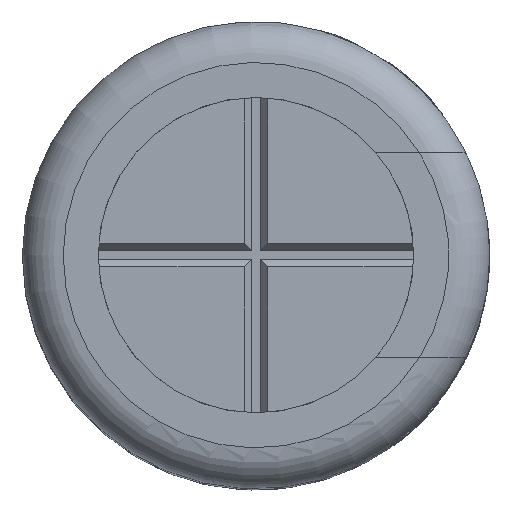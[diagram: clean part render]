
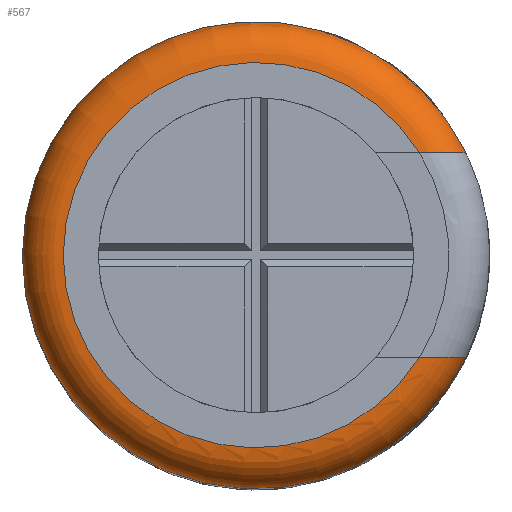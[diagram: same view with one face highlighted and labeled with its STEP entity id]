
A CAD part, top view. The second image highlights one B-rep face of the part: STEP entity #567.
In plain terms, the highlighted toroidal (fillet/blend) face has major radius 3.3 mm and minor radius 0.7 mm.
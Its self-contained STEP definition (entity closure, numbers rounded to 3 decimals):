
#215 = DIRECTION ( 'NONE',  ( 1., 0., 0. ) ) ;
#564 = DIRECTION ( 'NONE',  ( 1., 0., 0. ) ) ;
#567 = ADVANCED_FACE ( 'NONE', ( #21183 ), #28271, .T. ) ;
#653 = CARTESIAN_POINT ( 'NONE',  ( 3.193, -1.75, 15.938 ) ) ;
#3128 = CARTESIAN_POINT ( 'NONE',  ( 2.994, -1.75, 16. ) ) ;
#3236 = CARTESIAN_POINT ( 'NONE',  ( 2.798, 1.75, 16. ) ) ;
#3609 = CARTESIAN_POINT ( 'NONE',  ( 2.798, 1.75, 16. ) ) ;
#3953 = CARTESIAN_POINT ( 'NONE',  ( 3.597, 1.75, 15.3 ) ) ;
#4027 = CIRCLE ( 'NONE', #18533, 3.3 ) ;
#4313 = AXIS2_PLACEMENT_3D ( 'NONE', #4911, #28210, #215 ) ;
#4911 = CARTESIAN_POINT ( 'NONE',  ( 0., 0., 15.3 ) ) ;
#5220 = VERTEX_POINT ( 'NONE', #3953 ) ;
#5326 = CARTESIAN_POINT ( 'NONE',  ( 3.597, -1.75, 15.398 ) ) ;
#5440 = CARTESIAN_POINT ( 'NONE',  ( -4., 0., 15.3 ) ) ;
#6048 = EDGE_CURVE ( 'NONE', #8262, #19176, #27378, .T. ) ;
#6520 = CARTESIAN_POINT ( 'NONE',  ( 3.573, 1.75, 15.497 ) ) ;
#6704 = ORIENTED_EDGE ( 'NONE', *, *, #18955, .F. ) ;
#6828 = CARTESIAN_POINT ( 'NONE',  ( 3.597, 1.75, 15.3 ) ) ;
#7070 = EDGE_LOOP ( 'NONE', ( #6704, #10428, #21076, #7489, #16832 ) ) ;
#7489 = ORIENTED_EDGE ( 'NONE', *, *, #8678, .T. ) ;
#8262 = VERTEX_POINT ( 'NONE', #28567 ) ;
#8678 = EDGE_CURVE ( 'NONE', #30401, #5220, #21671, .T. ) ;
#8688 = CARTESIAN_POINT ( 'NONE',  ( 3.597, 1.75, 15.398 ) ) ;
#10077 = CARTESIAN_POINT ( 'NONE',  ( 0., 0., 15.3 ) ) ;
#10428 = ORIENTED_EDGE ( 'NONE', *, *, #6048, .T. ) ;
#10625 = AXIS2_PLACEMENT_3D ( 'NONE', #18766, #22969, #25619 ) ;
#12631 = CARTESIAN_POINT ( 'NONE',  ( 3.597, -1.75, 15.3 ) ) ;
#13786 = CIRCLE ( 'NONE', #30232, 4. ) ;
#13791 = DIRECTION ( 'NONE',  ( 0., 0., 1. ) ) ;
#14366 = CARTESIAN_POINT ( 'NONE',  ( 3.422, -1.75, 15.751 ) ) ;
#16832 = ORIENTED_EDGE ( 'NONE', *, *, #22874, .F. ) ;
#18533 = AXIS2_PLACEMENT_3D ( 'NONE', #18652, #13791, #19106 ) ;
#18652 = CARTESIAN_POINT ( 'NONE',  ( 0., 0., 16. ) ) ;
#18706 = CARTESIAN_POINT ( 'NONE',  ( 3.193, 1.75, 15.939 ) ) ;
#18766 = CARTESIAN_POINT ( 'NONE',  ( 0., 0., 15.3 ) ) ;
#18955 = EDGE_CURVE ( 'NONE', #8262, #24195, #30576, .T. ) ;
#19106 = DIRECTION ( 'NONE',  ( 1., 0., 0. ) ) ;
#19176 = VERTEX_POINT ( 'NONE', #22327 ) ;
#19395 = CARTESIAN_POINT ( 'NONE',  ( 2.798, -1.75, 16. ) ) ;
#21076 = ORIENTED_EDGE ( 'NONE', *, *, #27019, .F. ) ;
#21183 = FACE_OUTER_BOUND ( 'NONE', #7070, .T. ) ;
#21671 = B_SPLINE_CURVE_WITH_KNOTS ( 'NONE', 3,
 ( #3236, #22304, #18706, #25715, #27920, #6520, #8688, #6828 ),
 .UNSPECIFIED., .F., .F.,
 ( 4, 2, 2, 4 ),
 ( 0.001, 0.002, 0.002, 0.002 ),
 .UNSPECIFIED. ) ;
#22304 = CARTESIAN_POINT ( 'NONE',  ( 2.994, 1.75, 16. ) ) ;
#22327 = CARTESIAN_POINT ( 'NONE',  ( 2.798, -1.75, 16. ) ) ;
#22874 = EDGE_CURVE ( 'NONE', #24195, #5220, #13786, .T. ) ;
#22969 = DIRECTION ( 'NONE',  ( 0., 0., -1. ) ) ;
#24195 = VERTEX_POINT ( 'NONE', #5440 ) ;
#24217 = CARTESIAN_POINT ( 'NONE',  ( 3.485, -1.75, 15.673 ) ) ;
#25619 = DIRECTION ( 'NONE',  ( 1., 0., 0. ) ) ;
#25715 = CARTESIAN_POINT ( 'NONE',  ( 3.422, 1.75, 15.751 ) ) ;
#26245 = CARTESIAN_POINT ( 'NONE',  ( 3.573, -1.75, 15.496 ) ) ;
#26782 = DIRECTION ( 'NONE',  ( 0., 0., -1. ) ) ;
#27019 = EDGE_CURVE ( 'NONE', #30401, #19176, #4027, .T. ) ;
#27378 = B_SPLINE_CURVE_WITH_KNOTS ( 'NONE', 3,
 ( #12631, #5326, #26245, #24217, #14366, #653, #3128, #19395 ),
 .UNSPECIFIED., .F., .F.,
 ( 4, 2, 2, 4 ),
 ( 0.003, 0.003, 0.003, 0.004 ),
 .UNSPECIFIED. ) ;
#27920 = CARTESIAN_POINT ( 'NONE',  ( 3.485, 1.75, 15.674 ) ) ;
#28210 = DIRECTION ( 'NONE',  ( 0., 0., 1. ) ) ;
#28271 = TOROIDAL_SURFACE ( 'NONE', #4313, 3.3, 0.7 ) ;
#28567 = CARTESIAN_POINT ( 'NONE',  ( 3.597, -1.75, 15.3 ) ) ;
#30232 = AXIS2_PLACEMENT_3D ( 'NONE', #10077, #26782, #564 ) ;
#30401 = VERTEX_POINT ( 'NONE', #3609 ) ;
#30576 = CIRCLE ( 'NONE', #10625, 4. ) ;
